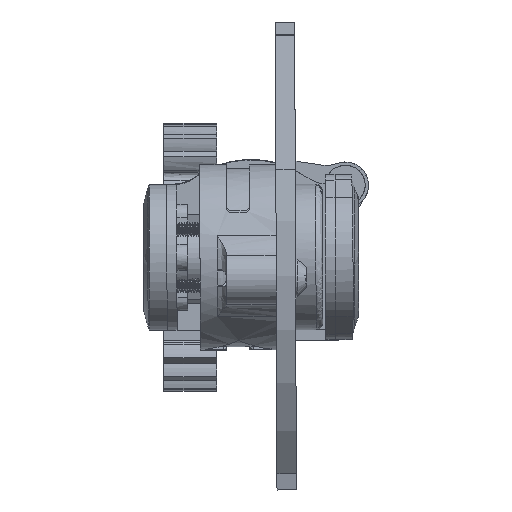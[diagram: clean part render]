
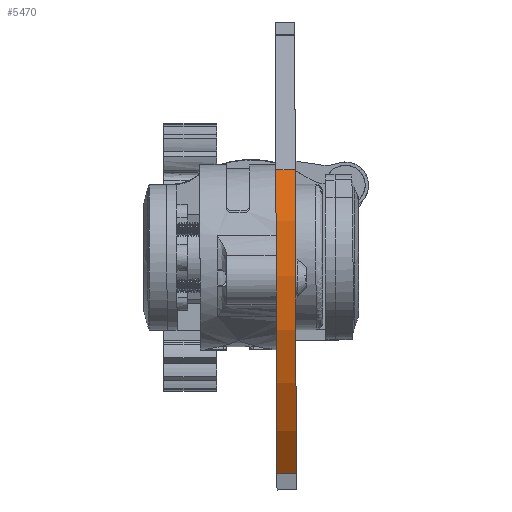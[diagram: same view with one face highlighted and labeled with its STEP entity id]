
A CAD part, left-side view. The second image highlights one B-rep face of the part: STEP entity #5470.
In plain terms, the highlighted free-form (B-spline) face has degree [2, 1] with [3, 2] control points.
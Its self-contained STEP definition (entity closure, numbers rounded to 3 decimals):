
#3277 = VERTEX_POINT('',#3278);
#3278 = CARTESIAN_POINT('',(-120.044,1.143,
    37.944));
#3336 = EDGE_CURVE('',#3277,#3337,#3339,.T.);
#3337 = VERTEX_POINT('',#3338);
#3338 = CARTESIAN_POINT('',(-108.896,0.965,
    -11.252));
#3339 = ( BOUNDED_CURVE() B_SPLINE_CURVE(2,(#3340,#3341,#3342),
.UNSPECIFIED.,.F.,.F.) B_SPLINE_CURVE_WITH_KNOTS((3,3),(5.79,
6.772),.PIECEWISE_BEZIER_KNOTS.) CURVE() 
GEOMETRIC_REPRESENTATION_ITEM() RATIONAL_B_SPLINE_CURVE((1.,
0.882,1.)) REPRESENTATION_ITEM('') );
#3340 = CARTESIAN_POINT('',(-120.044,1.143,
    37.944));
#3341 = CARTESIAN_POINT('',(-127.617,1.043,
    10.367));
#3342 = CARTESIAN_POINT('',(-108.896,0.965,
    -11.252));
#3946 = VERTEX_POINT('',#3947);
#3947 = CARTESIAN_POINT('',(-108.896,4.095,
    -11.263));
#3965 = EDGE_CURVE('',#3946,#3966,#3968,.T.);
#3966 = VERTEX_POINT('',#3967);
#3967 = CARTESIAN_POINT('',(-120.044,4.274,
    37.933));
#3968 = ( BOUNDED_CURVE() B_SPLINE_CURVE(2,(#3969,#3970,#3971),
.UNSPECIFIED.,.F.,.F.) B_SPLINE_CURVE_WITH_KNOTS((3,3),(5.795,
6.776),.PIECEWISE_BEZIER_KNOTS.) CURVE() 
GEOMETRIC_REPRESENTATION_ITEM() RATIONAL_B_SPLINE_CURVE((1.,
0.882,1.)) REPRESENTATION_ITEM('') );
#3969 = CARTESIAN_POINT('',(-108.896,4.095,
    -11.263));
#3970 = CARTESIAN_POINT('',(-127.617,4.174,
    10.356));
#3971 = CARTESIAN_POINT('',(-120.044,4.274,
    37.933));
#5391 = EDGE_CURVE('',#3946,#3337,#5392,.T.);
#5392 = B_SPLINE_CURVE_WITH_KNOTS('',1,(#5393,#5394),.UNSPECIFIED.,.F.,
  .F.,(2,2),(0.,2.925),.PIECEWISE_BEZIER_KNOTS.);
#5393 = CARTESIAN_POINT('',(-108.896,4.095,
    -11.263));
#5394 = CARTESIAN_POINT('',(-108.896,0.965,
    -11.252));
#5433 = EDGE_CURVE('',#3277,#3966,#5434,.T.);
#5434 = B_SPLINE_CURVE_WITH_KNOTS('',1,(#5435,#5436),.UNSPECIFIED.,.F.,
  .F.,(2,2),(-2.925,0.),.PIECEWISE_BEZIER_KNOTS.);
#5435 = CARTESIAN_POINT('',(-120.044,1.143,
    37.944));
#5436 = CARTESIAN_POINT('',(-120.044,4.274,
    37.933));
#5470 = ADVANCED_FACE('',(#5471),#5477,.T.);
#5471 = FACE_BOUND('',#5472,.T.);
#5472 = EDGE_LOOP('',(#5473,#5474,#5475,#5476));
#5473 = ORIENTED_EDGE('',*,*,#5391,.T.);
#5474 = ORIENTED_EDGE('',*,*,#3336,.F.);
#5475 = ORIENTED_EDGE('',*,*,#5433,.T.);
#5476 = ORIENTED_EDGE('',*,*,#3965,.F.);
#5477 = ( BOUNDED_SURFACE() B_SPLINE_SURFACE(2,1,(
    (#5478,#5479)
    ,(#5480,#5481)
    ,(#5482,#5483
)),.UNSPECIFIED.,.F.,.F.,.F.) B_SPLINE_SURFACE_WITH_KNOTS((3,3),(2,2),(
    5.79,6.772),(0.,2.925),.PIECEWISE_BEZIER_KNOTS.) 
GEOMETRIC_REPRESENTATION_ITEM() RATIONAL_B_SPLINE_SURFACE((
    (1.,1.)
    ,(0.882,0.882)
,(1.,1.))) REPRESENTATION_ITEM('') SURFACE() );
#5478 = CARTESIAN_POINT('',(-120.044,4.274,
    37.933));
#5479 = CARTESIAN_POINT('',(-120.044,1.143,
    37.944));
#5480 = CARTESIAN_POINT('',(-127.617,4.174,
    10.356));
#5481 = CARTESIAN_POINT('',(-127.617,1.043,
    10.367));
#5482 = CARTESIAN_POINT('',(-108.896,4.095,
    -11.263));
#5483 = CARTESIAN_POINT('',(-108.896,0.965,
    -11.252));
